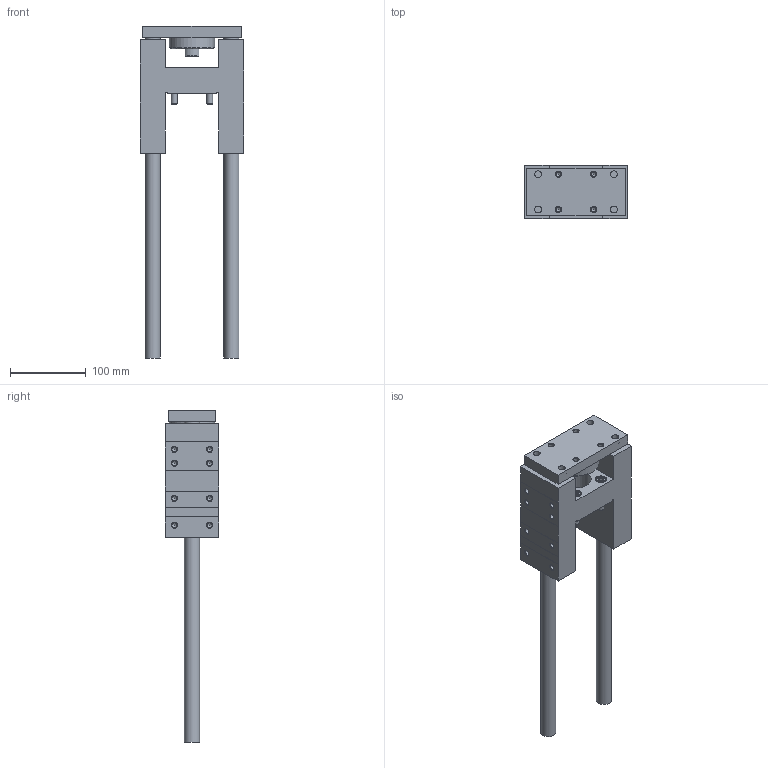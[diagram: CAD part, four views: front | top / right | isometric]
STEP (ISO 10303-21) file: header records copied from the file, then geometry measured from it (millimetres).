
FILE_DESCRIPTION(/* description */ ('STEP AP214'),/* implementation_level */ '2;1');
FILE_NAME(/* name */ '34510_FENG-50-250-KF',/* time_stamp */ '2024-08-28T13:21:19+02:00',/* author */ ('License CC BY-ND 4.0'),/* organization */ ('CADENAS'),/* preprocessor_version */ 'ST-DEVELOPER v19.3',/* originating_system */ 'PARTsolutions',/* authorisation */ ' ');
FILE_SCHEMA (('AUTOMOTIVE_DESIGN {1 0 10303 214 3 1 1}'));
Length unit declared in the file: millimetre
Products named in the file (4): 34510 FENG-50-250-KF---(asm_0); 34510 FENG-50-KF---(GK); 34510 FENG-50-250-KF---(JS); DIN-912 - M8x40(F)
Assembly tree (6 placements, depth 2):
  34510 FENG-50-250-KF---(asm_0)
    34510 FENG-50-KF---(GK)
    34510 FENG-50-250-KF---(JS)
    DIN-912 - M8x40(F)  x4
Bounding box: 137 x 70 x 438 mm (x, y, z)
Volume: 1134038.9 mm3; surface area: 199900.4 mm2
Topology: 6 solids, 6 shells, 260 faces, 576 edges, 341 vertices
Faces by surface type: plane 117, cone 88, cylinder 55
Full cylindrical faces by diameter (mm): 6.647 x20, 8 x4, 9 x8, 13 x4, 14.376 x1, 15 x8, 20 x4, 40 x1, 60 x1
Entity records: 4557 total; most frequent: DIRECTION 802, CARTESIAN_POINT 758, ORIENTED_EDGE 586, AXIS2_PLACEMENT_3D 336, FACE_BOUND 325, EDGE_LOOP 308, EDGE_CURVE 293, VERTEX_POINT 242
